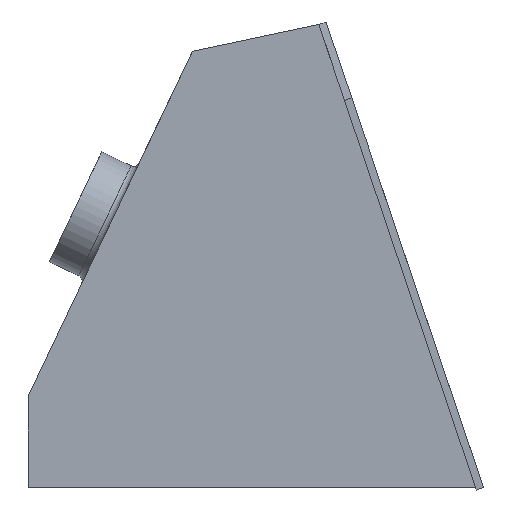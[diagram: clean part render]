
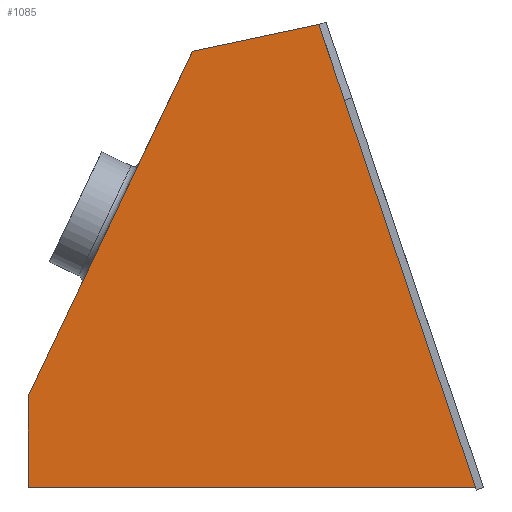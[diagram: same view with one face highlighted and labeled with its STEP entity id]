
A CAD part, left-side view. The second image highlights one B-rep face of the part: STEP entity #1085.
In plain terms, the highlighted free-form (B-spline) face has degree [1, 1] with [2, 2] control points.
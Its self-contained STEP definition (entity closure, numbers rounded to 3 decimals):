
#937 = VERTEX_POINT('',#938);
#938 = CARTESIAN_POINT('',(13.234,180.455,242.864
    ));
#943 = EDGE_CURVE('',#937,#944,#946,.T.);
#944 = VERTEX_POINT('',#945);
#945 = CARTESIAN_POINT('',(13.234,111.072,257.607
    ));
#946 = B_SPLINE_CURVE_WITH_KNOTS('',1,(#947,#948),.UNSPECIFIED.,.F.,.F.,
  (2,2),(0.,83.821),.PIECEWISE_BEZIER_KNOTS.);
#947 = CARTESIAN_POINT('',(13.234,180.455,242.864
    ));
#948 = CARTESIAN_POINT('',(13.234,111.072,257.607
    ));
#985 = VERTEX_POINT('',#986);
#986 = CARTESIAN_POINT('',(13.234,270.504,
    53.8));
#991 = EDGE_CURVE('',#985,#937,#992,.T.);
#992 = B_SPLINE_CURVE_WITH_KNOTS('',1,(#993,#994),.UNSPECIFIED.,.F.,.F.,
  (2,2),(0.,247.465),.PIECEWISE_BEZIER_KNOTS.);
#993 = CARTESIAN_POINT('',(13.234,270.504,
    53.8));
#994 = CARTESIAN_POINT('',(13.234,180.455,
    242.864));
#1013 = VERTEX_POINT('',#1014);
#1014 = CARTESIAN_POINT('',(13.234,270.504,
    3.37));
#1019 = EDGE_CURVE('',#1013,#985,#1020,.T.);
#1020 = B_SPLINE_CURVE_WITH_KNOTS('',1,(#1021,#1022),.UNSPECIFIED.,.F.,
  .F.,(2,2),(0.,59.593),.PIECEWISE_BEZIER_KNOTS.);
#1021 = CARTESIAN_POINT('',(13.234,270.504,
    3.37));
#1022 = CARTESIAN_POINT('',(13.234,270.504,
    53.8));
#1036 = VERTEX_POINT('',#1037);
#1037 = CARTESIAN_POINT('',(13.234,20.63,
    3.37));
#1042 = EDGE_CURVE('',#1036,#1013,#1043,.T.);
#1043 = B_SPLINE_CURVE_WITH_KNOTS('',1,(#1044,#1045),.UNSPECIFIED.,.F.,
  .F.,(2,2),(0.,295.278),.PIECEWISE_BEZIER_KNOTS.);
#1044 = CARTESIAN_POINT('',(13.234,20.63,
    3.37));
#1045 = CARTESIAN_POINT('',(13.234,270.504,
    3.37));
#1085 = ADVANCED_FACE('',(#1086),#1104,.T.);
#1086 = FACE_BOUND('',#1087,.T.);
#1087 = EDGE_LOOP('',(#1088,#1089,#1096,#1101,#1102,#1103));
#1088 = ORIENTED_EDGE('',*,*,#1042,.F.);
#1089 = ORIENTED_EDGE('',*,*,#1090,.F.);
#1090 = EDGE_CURVE('',#1091,#1036,#1093,.T.);
#1091 = VERTEX_POINT('',#1092);
#1092 = CARTESIAN_POINT('',(13.234,107.063,
    258.962));
#1093 = B_SPLINE_CURVE_WITH_KNOTS('',1,(#1094,#1095),.UNSPECIFIED.,.F.,
  .F.,(2,2),(0.,318.838),.PIECEWISE_BEZIER_KNOTS.);
#1094 = CARTESIAN_POINT('',(13.234,107.063,
    258.962));
#1095 = CARTESIAN_POINT('',(13.234,20.63,
    3.37));
#1096 = ORIENTED_EDGE('',*,*,#1097,.T.);
#1097 = EDGE_CURVE('',#1091,#944,#1098,.T.);
#1098 = B_SPLINE_CURVE_WITH_KNOTS('',1,(#1099,#1100),.UNSPECIFIED.,.F.,
  .F.,(2,2),(0.,5.),.PIECEWISE_BEZIER_KNOTS.);
#1099 = CARTESIAN_POINT('',(13.234,107.063,
    258.962));
#1100 = CARTESIAN_POINT('',(13.234,111.072,
    257.607));
#1101 = ORIENTED_EDGE('',*,*,#943,.F.);
#1102 = ORIENTED_EDGE('',*,*,#991,.F.);
#1103 = ORIENTED_EDGE('',*,*,#1019,.F.);
#1104 = B_SPLINE_SURFACE_WITH_KNOTS('',1,1,(
    (#1105,#1106)
    ,(#1107,#1108
    )),.UNSPECIFIED.,.F.,.F.,.F.,(2,2),(2,2),(-122.,173.278),(
    -149.,153.035),.PIECEWISE_BEZIER_KNOTS.);
#1105 = CARTESIAN_POINT('',(13.234,270.504,
    3.37));
#1106 = CARTESIAN_POINT('',(13.234,270.504,
    258.962));
#1107 = CARTESIAN_POINT('',(13.234,20.63,
    3.37));
#1108 = CARTESIAN_POINT('',(13.234,20.63,
    258.962));
